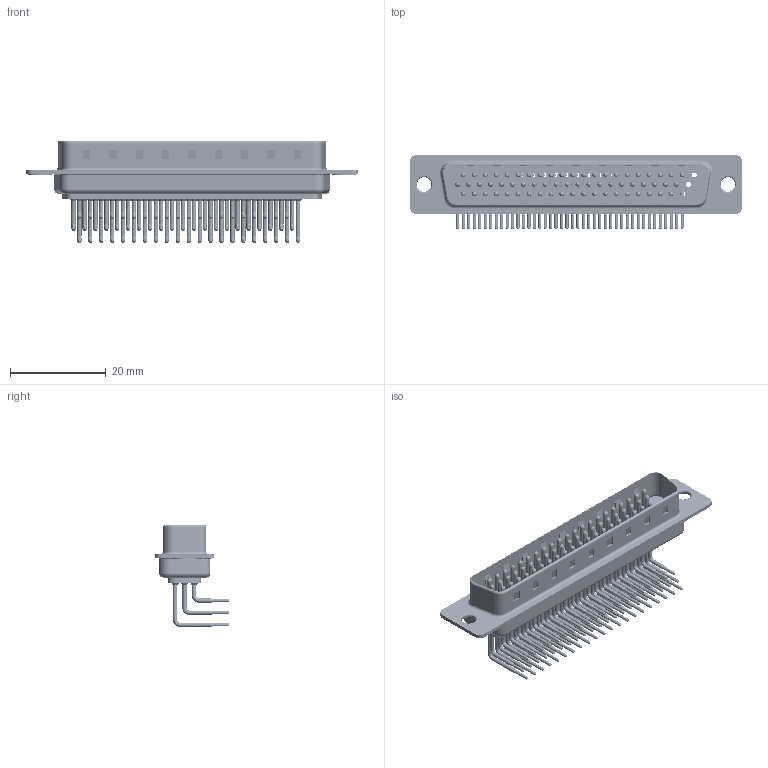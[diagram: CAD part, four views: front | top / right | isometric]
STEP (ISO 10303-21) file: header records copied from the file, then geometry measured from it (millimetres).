
FILE_DESCRIPTION (( 'STEP AP203' ), '1' );
FILE_NAME ('633-M62-263-BT1.STEP', '2018-09-28T02:22:11', ( '' ), ( '' ), 'SwSTEP 2.0', 'SolidWorks 2016', '' );
FILE_SCHEMA (( 'CONFIG_CONTROL_DESIGN' ));
Length unit declared in the file: millimetre
Products named in the file (8): 633M Contact Row 2; 633M Contact Row 3; 633M Thru Hole Rivet; 633-M62-263-BT1; 633M Housing_62 Contacts; 633M Shell Front_62 Contacts; 633M Shell Rear_62 Contacts; 633M Contact Row 1
Assembly tree (67 placements, depth 2):
  633-M62-263-BT1
    633M Housing_62 Contacts
    633M Shell Front_62 Contacts
    633M Shell Rear_62 Contacts
    633M Contact Row 1  x21
    633M Contact Row 2  x21
    633M Contact Row 3  x20
    633M Thru Hole Rivet  x2
Bounding box: 69.4 x 15.6 x 21.32 mm (x, y, z)
Volume: 4268.8 mm3; surface area: 13495.6 mm2
Topology: 67 solids, 67 shells, 7206 faces, 20237 edges, 13176 vertices
Faces by surface type: plane 4171, cylinder 2357, bspline 372, cone 248, torus 58
Entity records: 38496 total; most frequent: DIRECTION 6611, CARTESIAN_POINT 6391, ORIENTED_EDGE 5834, EDGE_CURVE 2917, AXIS2_PLACEMENT_3D 2489, VERTEX_POINT 1902, LINE 1633, VECTOR 1633
